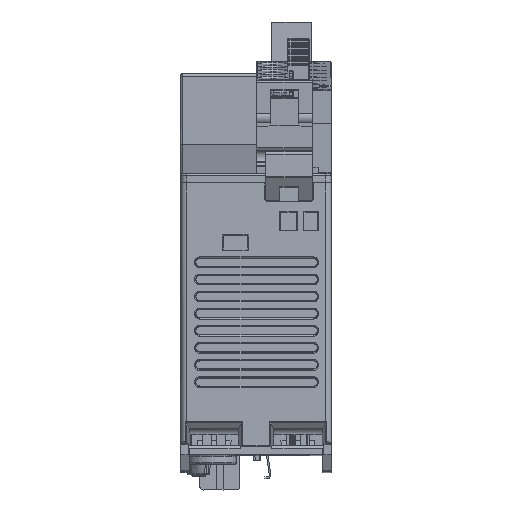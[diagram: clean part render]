
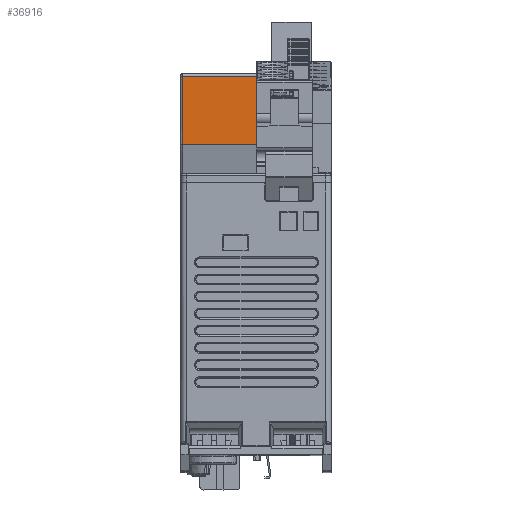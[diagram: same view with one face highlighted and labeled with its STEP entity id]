
A CAD part, top view. The second image highlights one B-rep face of the part: STEP entity #36916.
In plain terms, the highlighted planar face has unit normal (0, 0, 1).
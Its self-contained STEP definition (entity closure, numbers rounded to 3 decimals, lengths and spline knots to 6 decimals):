
#35596=DIRECTION('',(1.,0.,0.));
#35597=VECTOR('',#35596,0.0258);
#35598=CARTESIAN_POINT('',(-0.0129,0.0665,-0.023067));
#35599=LINE('',#35598,#35597);
#35619=DIRECTION('',(0.,1.,0.));
#35620=VECTOR('',#35619,0.01195);
#35621=CARTESIAN_POINT('',(-0.0129,0.05455,-0.023069));
#35622=LINE('',#35621,#35620);
#35781=DIRECTION('',(0.,-1.,0.));
#35782=VECTOR('',#35781,0.01195);
#35783=CARTESIAN_POINT('',(0.0129,0.0665,
-0.023067));
#35784=LINE('',#35783,#35782);
#35789=DIRECTION('',(-1.,0.,0.));
#35790=VECTOR('',#35789,0.0258);
#35791=CARTESIAN_POINT('',(0.0129,0.05455,-0.023069));
#35792=LINE('',#35791,#35790);
#36484=CARTESIAN_POINT('',(0.0129,0.0665,-0.023067));
#36485=VERTEX_POINT('',#36484);
#36486=CARTESIAN_POINT('',(-0.0129,0.0665,-0.023067));
#36487=VERTEX_POINT('',#36486);
#36530=CARTESIAN_POINT('',(0.0129,0.05455,-0.023069));
#36531=VERTEX_POINT('',#36530);
#36532=CARTESIAN_POINT('',(-0.0129,0.05455,-0.023069));
#36533=VERTEX_POINT('',#36532);
#36904=CARTESIAN_POINT('',(-0.034637,0.05305,
-0.02307));
#36905=DIRECTION('',(0.,0.,-1.));
#36906=DIRECTION('',(-1.,0.,0.));
#36907=AXIS2_PLACEMENT_3D('',#36904,#36905,#36906);
#36908=PLANE('',#36907);
#36909=ORIENTED_EDGE('',*,*,#36894,.T.);
#36911=ORIENTED_EDGE('',*,*,#36910,.T.);
#36912=ORIENTED_EDGE('',*,*,#36730,.T.);
#36913=ORIENTED_EDGE('',*,*,#36690,.T.);
#36914=EDGE_LOOP('',(#36909,#36911,#36912,#36913));
#36915=FACE_OUTER_BOUND('',#36914,.F.);
#36916=ADVANCED_FACE('',(#36915),#36908,.F.);
#36690=EDGE_CURVE('',#36487,#36485,#35599,.T.);
#36730=EDGE_CURVE('',#36533,#36487,#35622,.T.);
#36894=EDGE_CURVE('',#36485,#36531,#35784,.T.);
#36910=EDGE_CURVE('',#36531,#36533,#35792,.T.);
